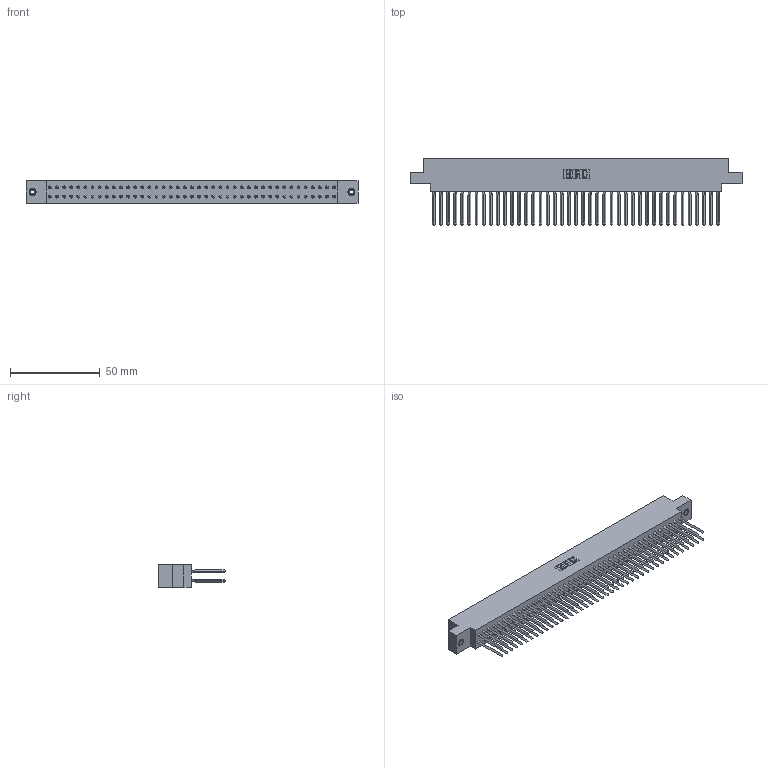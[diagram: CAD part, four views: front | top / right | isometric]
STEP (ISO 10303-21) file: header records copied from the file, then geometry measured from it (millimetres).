
FILE_DESCRIPTION (( 'STEP AP203' ), '1' );
FILE_NAME ('317-082-542-878.STEP', '2020-02-28T09:47:13', ( '' ), ( '' ), 'SwSTEP 2.0', 'SolidWorks 2016', '' );
FILE_SCHEMA (( 'CONFIG_CONTROL_DESIGN' ));
Length unit declared in the file: inch
Products named in the file (4): 317 Part_.156 Dia - TI; 345-250-001_345-250-003-102; 317-082-542-878; 317-290-003_542
Assembly tree (85 placements, depth 2):
  317-082-542-878
    317 Part_.156 Dia - TI
    317-290-003_542  x82
    345-250-001_345-250-003-102  x2
Bounding box: 185.17 x 37.34 x 12.7 mm (x, y, z)
Volume: 30282.2 mm3; surface area: 42100.6 mm2
Topology: 85 solids, 85 shells, 4836 faces, 13531 edges, 8630 vertices
Faces by surface type: plane 3862, cylinder 630, bspline 328, cone 12, torus 4
Entity records: 59608 total; most frequent: CARTESIAN_POINT 10620, ORIENTED_EDGE 10276, DIRECTION 8684, EDGE_CURVE 5138, VECTOR 4948, LINE 4948, VERTEX_POINT 3416, AXIS2_PLACEMENT_3D 1868
